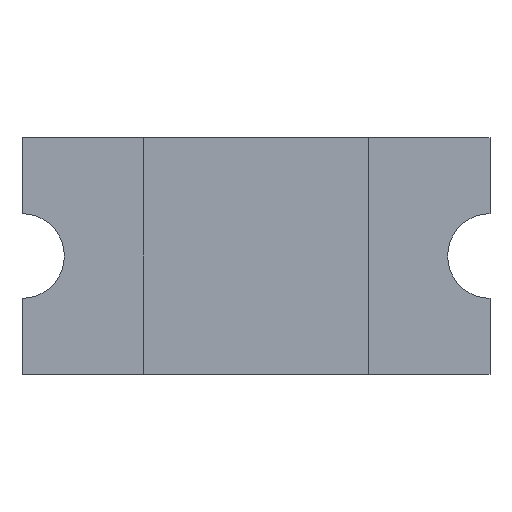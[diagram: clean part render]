
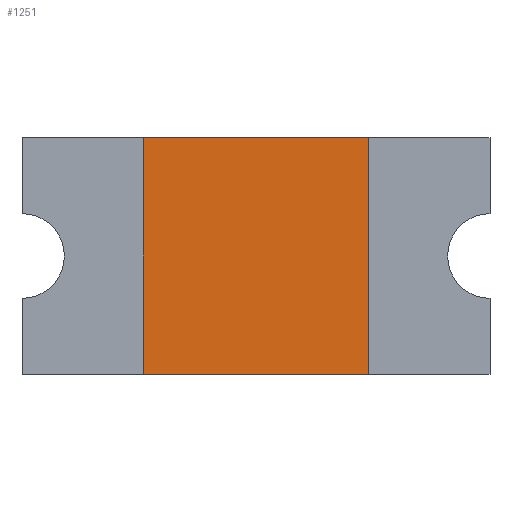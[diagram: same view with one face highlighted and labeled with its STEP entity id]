
A CAD part, front view. The second image highlights one B-rep face of the part: STEP entity #1251.
In plain terms, the highlighted planar face has unit normal (0, -1, 0).
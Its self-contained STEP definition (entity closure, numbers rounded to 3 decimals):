
#5 = EDGE_CURVE ( 'NONE', #761, #1775, #872, .T. ) ;
#17 = CARTESIAN_POINT ( 'NONE',  ( -0.4, 0.02, 0.17 ) ) ;
#33 = ORIENTED_EDGE ( 'NONE', *, *, #126, .F. ) ;
#44 = AXIS2_PLACEMENT_3D ( 'NONE', #241, #539, #1198 ) ;
#55 = CARTESIAN_POINT ( 'NONE',  ( -0.83, 0.02, -0.42 ) ) ;
#65 = EDGE_CURVE ( 'NONE', #142, #761, #1599, .T. ) ;
#109 = VECTOR ( 'NONE', #1246, 1000. ) ;
#126 = EDGE_CURVE ( 'NONE', #1837, #142, #1447, .T. ) ;
#132 = VECTOR ( 'NONE', #990, 1000. ) ;
#133 = VERTEX_POINT ( 'NONE', #2053 ) ;
#142 = VERTEX_POINT ( 'NONE', #1366 ) ;
#171 = CARTESIAN_POINT ( 'NONE',  ( 0.4, 0.02, -0.17 ) ) ;
#199 = CARTESIAN_POINT ( 'NONE',  ( -0.4, 0.02, 0.17 ) ) ;
#241 = CARTESIAN_POINT ( 'NONE',  ( 0.83, 0.02, -0.42 ) ) ;
#349 = ORIENTED_EDGE ( 'NONE', *, *, #622, .T. ) ;
#372 = LINE ( 'NONE', #17, #1475 ) ;
#386 = LINE ( 'NONE', #907, #1916 ) ;
#432 = CARTESIAN_POINT ( 'NONE',  ( -0.4, 0.02, 0.17 ) ) ;
#454 = DIRECTION ( 'NONE',  ( -1., 0., 0. ) ) ;
#465 = VECTOR ( 'NONE', #1129, 1000. ) ;
#488 = CARTESIAN_POINT ( 'NONE',  ( 0.4, 0.02, 0.17 ) ) ;
#539 = DIRECTION ( 'NONE',  ( 0., -1., 0. ) ) ;
#603 = ORIENTED_EDGE ( 'NONE', *, *, #920, .F. ) ;
#622 = EDGE_CURVE ( 'NONE', #781, #1775, #2048, .T. ) ;
#644 = DIRECTION ( 'NONE',  ( 1., 0., 0. ) ) ;
#649 = EDGE_CURVE ( 'NONE', #2082, #1092, #372, .T. ) ;
#658 = DIRECTION ( 'NONE',  ( 0., 0., -1. ) ) ;
#720 = LINE ( 'NONE', #1371, #2046 ) ;
#761 = VERTEX_POINT ( 'NONE', #2008 ) ;
#781 = VERTEX_POINT ( 'NONE', #902 ) ;
#787 = LINE ( 'NONE', #855, #132 ) ;
#811 = DIRECTION ( 'NONE',  ( 1., 0., 0. ) ) ;
#830 = EDGE_CURVE ( 'NONE', #2082, #1837, #1389, .T. ) ;
#833 = ORIENTED_EDGE ( 'NONE', *, *, #649, .T. ) ;
#838 = ORIENTED_EDGE ( 'NONE', *, *, #830, .F. ) ;
#855 = CARTESIAN_POINT ( 'NONE',  ( -0.4, 0.02, -0.17 ) ) ;
#872 = LINE ( 'NONE', #1284, #465 ) ;
#891 = CARTESIAN_POINT ( 'NONE',  ( -0.83, 0.02, 0.42 ) ) ;
#902 = CARTESIAN_POINT ( 'NONE',  ( 0.4, 0.02, 0.17 ) ) ;
#907 = CARTESIAN_POINT ( 'NONE',  ( -0.83, 0.02, 0.42 ) ) ;
#920 = EDGE_CURVE ( 'NONE', #781, #133, #1544, .T. ) ;
#956 = ORIENTED_EDGE ( 'NONE', *, *, #1545, .F. ) ;
#961 = CARTESIAN_POINT ( 'NONE',  ( -0.83, 0.02, 0.17 ) ) ;
#963 = CARTESIAN_POINT ( 'NONE',  ( 0.83, 0.02, -0.17 ) ) ;
#969 = CARTESIAN_POINT ( 'NONE',  ( 0.83, 0.02, 0.17 ) ) ;
#977 = CARTESIAN_POINT ( 'NONE',  ( 0.83, 0.02, -0.42 ) ) ;
#990 = DIRECTION ( 'NONE',  ( -1., 0., 0. ) ) ;
#1013 = DIRECTION ( 'NONE',  ( 0., 0., -1. ) ) ;
#1025 = VECTOR ( 'NONE', #1214, 1000. ) ;
#1059 = VERTEX_POINT ( 'NONE', #1598 ) ;
#1060 = EDGE_CURVE ( 'NONE', #133, #2021, #1471, .T. ) ;
#1063 = ORIENTED_EDGE ( 'NONE', *, *, #1153, .T. ) ;
#1064 = VERTEX_POINT ( 'NONE', #977 ) ;
#1092 = VERTEX_POINT ( 'NONE', #1166 ) ;
#1108 = FACE_OUTER_BOUND ( 'NONE', #1864, .T. ) ;
#1129 = DIRECTION ( 'NONE',  ( 0., 0., -1. ) ) ;
#1139 = CARTESIAN_POINT ( 'NONE',  ( -0.83, 0.02, 0.42 ) ) ;
#1153 = EDGE_CURVE ( 'NONE', #1092, #1059, #787, .T. ) ;
#1165 = VERTEX_POINT ( 'NONE', #55 ) ;
#1166 = CARTESIAN_POINT ( 'NONE',  ( -0.4, 0.02, -0.17 ) ) ;
#1198 = DIRECTION ( 'NONE',  ( 0., 0., -1. ) ) ;
#1214 = DIRECTION ( 'NONE',  ( 0., 0., 1. ) ) ;
#1246 = DIRECTION ( 'NONE',  ( 0., 0., -1. ) ) ;
#1251 = ADVANCED_FACE ( 'NONE', ( #1108 ), #1354, .T. ) ;
#1254 = VECTOR ( 'NONE', #658, 1000. ) ;
#1284 = CARTESIAN_POINT ( 'NONE',  ( 0.83, 0.02, 0.42 ) ) ;
#1303 = ORIENTED_EDGE ( 'NONE', *, *, #1418, .F. ) ;
#1354 = PLANE ( 'NONE',  #44 ) ;
#1366 = CARTESIAN_POINT ( 'NONE',  ( -0.83, 0.02, 0.42 ) ) ;
#1371 = CARTESIAN_POINT ( 'NONE',  ( -0.83, 0.02, -0.42 ) ) ;
#1389 = LINE ( 'NONE', #432, #1678 ) ;
#1415 = VECTOR ( 'NONE', #644, 1000. ) ;
#1418 = EDGE_CURVE ( 'NONE', #2021, #1064, #1699, .T. ) ;
#1447 = LINE ( 'NONE', #891, #1025 ) ;
#1471 = LINE ( 'NONE', #171, #1820 ) ;
#1475 = VECTOR ( 'NONE', #1013, 1000. ) ;
#1487 = ORIENTED_EDGE ( 'NONE', *, *, #65, .F. ) ;
#1533 = DIRECTION ( 'NONE',  ( -1., 0., 0. ) ) ;
#1540 = ORIENTED_EDGE ( 'NONE', *, *, #5, .F. ) ;
#1544 = LINE ( 'NONE', #1743, #109 ) ;
#1545 = EDGE_CURVE ( 'NONE', #1165, #1059, #386, .T. ) ;
#1554 = DIRECTION ( 'NONE',  ( 0., 0., 1. ) ) ;
#1566 = EDGE_CURVE ( 'NONE', #1064, #1165, #720, .T. ) ;
#1598 = CARTESIAN_POINT ( 'NONE',  ( -0.83, 0.02, -0.17 ) ) ;
#1599 = LINE ( 'NONE', #1139, #2050 ) ;
#1678 = VECTOR ( 'NONE', #454, 1000. ) ;
#1686 = ORIENTED_EDGE ( 'NONE', *, *, #1566, .F. ) ;
#1699 = LINE ( 'NONE', #1794, #1254 ) ;
#1743 = CARTESIAN_POINT ( 'NONE',  ( 0.4, 0.02, 0.17 ) ) ;
#1775 = VERTEX_POINT ( 'NONE', #969 ) ;
#1794 = CARTESIAN_POINT ( 'NONE',  ( 0.83, 0.02, 0.42 ) ) ;
#1820 = VECTOR ( 'NONE', #1908, 1000. ) ;
#1837 = VERTEX_POINT ( 'NONE', #961 ) ;
#1863 = ORIENTED_EDGE ( 'NONE', *, *, #1060, .F. ) ;
#1864 = EDGE_LOOP ( 'NONE', ( #33, #838, #833, #1063, #956, #1686, #1303, #1863, #603, #349, #1540, #1487 ) ) ;
#1908 = DIRECTION ( 'NONE',  ( 1., 0., 0. ) ) ;
#1916 = VECTOR ( 'NONE', #1554, 1000. ) ;
#2008 = CARTESIAN_POINT ( 'NONE',  ( 0.83, 0.02, 0.42 ) ) ;
#2021 = VERTEX_POINT ( 'NONE', #963 ) ;
#2046 = VECTOR ( 'NONE', #1533, 1000. ) ;
#2048 = LINE ( 'NONE', #488, #1415 ) ;
#2050 = VECTOR ( 'NONE', #811, 1000. ) ;
#2053 = CARTESIAN_POINT ( 'NONE',  ( 0.4, 0.02, -0.17 ) ) ;
#2082 = VERTEX_POINT ( 'NONE', #199 ) ;
